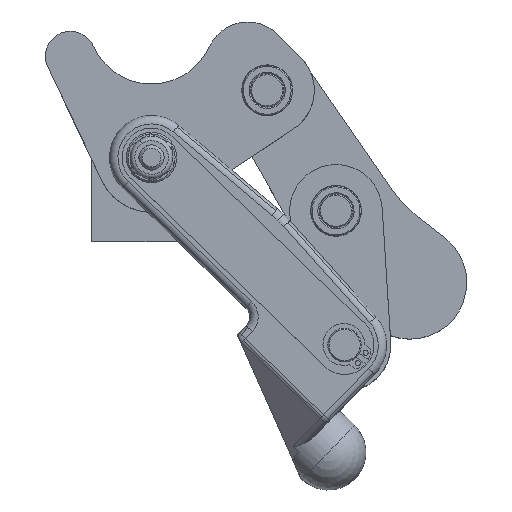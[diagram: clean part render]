
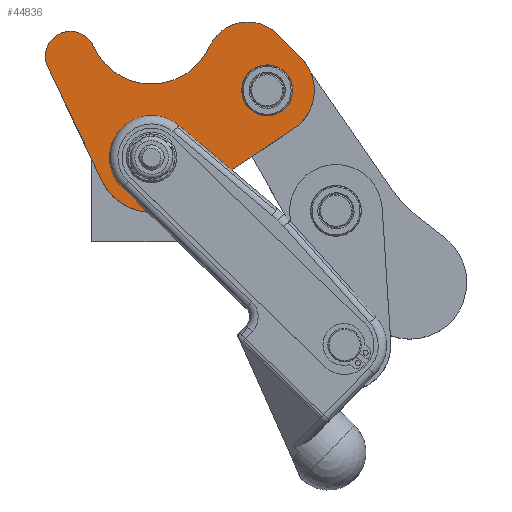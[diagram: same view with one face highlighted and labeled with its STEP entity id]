
A CAD part, top view. The second image highlights one B-rep face of the part: STEP entity #44836.
In plain terms, the highlighted planar face has unit normal (0, 0, 1).
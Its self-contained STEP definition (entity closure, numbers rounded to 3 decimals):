
#49=CARTESIAN_POINT('',(56.801,291.562,-7.379));
#50=VERTEX_POINT('',#49);
#59=CARTESIAN_POINT('',(68.901,291.562,-7.379));
#60=VERTEX_POINT('',#59);
#61=CARTESIAN_POINT('',(62.851,291.562,-7.379));
#62=DIRECTION('',(0.0,0.0,-1.0));
#63=DIRECTION('',(-1.0,0.0,0.0));
#64=AXIS2_PLACEMENT_3D('',#61,#62,#63);
#65=CIRCLE('',#64,6.05);
#66=EDGE_CURVE('',#60,#50,#65,.T.);
#43708=CARTESIAN_POINT('',(28.383,268.389,-7.379));
#43709=VERTEX_POINT('',#43708);
#43716=CARTESIAN_POINT('',(34.341,262.601,-7.379));
#43717=VERTEX_POINT('',#43716);
#43718=CARTESIAN_POINT('',(34.341,262.601,-7.379));
#43719=DIRECTION('',(-0.717,0.697,0.));
#43720=VECTOR('',#43719,8.307);
#43721=LINE('',#43718,#43720);
#43722=EDGE_CURVE('',#43717,#43709,#43721,.T.);
#43770=CARTESIAN_POINT('',(54.376,272.589,-7.379));
#43771=VERTEX_POINT('',#43770);
#44282=CARTESIAN_POINT('',(41.801,283.204,-7.379));
#44283=VERTEX_POINT('',#44282);
#44290=CARTESIAN_POINT('',(35.351,275.562,-7.379));
#44291=DIRECTION('',(0.,0.,-1.0));
#44292=DIRECTION('',(0.645,0.764,0.));
#44293=AXIS2_PLACEMENT_3D('',#44290,#44291,#44292);
#44294=CIRCLE('',#44293,10.);
#44295=EDGE_CURVE('',#43709,#44283,#44294,.T.);
#44316=CARTESIAN_POINT('',(41.801,283.204,-7.379));
#44317=DIRECTION('',(0.764,-0.645,0.));
#44318=VECTOR('',#44317,16.455);
#44319=LINE('',#44316,#44318);
#44320=EDGE_CURVE('',#44283,#43771,#44319,.T.);
#44707=CARTESIAN_POINT('',(23.617,269.966,-7.379));
#44708=VERTEX_POINT('',#44707);
#44709=CARTESIAN_POINT('',(35.351,275.562,-7.379));
#44710=DIRECTION('',(0.,0.,1.0));
#44711=DIRECTION('',(0.903,0.43,0.));
#44712=AXIS2_PLACEMENT_3D('',#44709,#44710,#44711);
#44713=CIRCLE('',#44712,13.);
#44714=EDGE_CURVE('',#44708,#43717,#44713,.T.);
#44739=CARTESIAN_POINT('',(10.304,297.882,-7.379));
#44740=VERTEX_POINT('',#44739);
#44741=CARTESIAN_POINT('',(10.304,297.882,-7.379));
#44742=DIRECTION('',(0.43,-0.903,0.));
#44743=VECTOR('',#44742,30.928);
#44744=LINE('',#44741,#44743);
#44745=EDGE_CURVE('',#44740,#44708,#44744,.T.);
#44764=CARTESIAN_POINT('',(40.044,268.789,-7.379));
#44765=DIRECTION('',(0.0,0.0,1.0));
#44766=DIRECTION('',(1.0,0.0,0.0));
#44767=AXIS2_PLACEMENT_3D('',#44764,#44765,#44766);
#44768=PLANE('',#44767);
#44769=ORIENTED_EDGE('',*,*,#44320,.T.);
#44770=CARTESIAN_POINT('',(69.148,282.398,-7.379));
#44771=VERTEX_POINT('',#44770);
#44772=CARTESIAN_POINT('',(54.376,272.589,-7.379));
#44773=DIRECTION('',(0.833,0.553,0.));
#44774=VECTOR('',#44773,17.733);
#44775=LINE('',#44772,#44774);
#44776=EDGE_CURVE('',#43771,#44771,#44775,.T.);
#44777=ORIENTED_EDGE('',*,*,#44776,.T.);
#44778=CARTESIAN_POINT('',(70.842,299.34,-7.379));
#44779=VERTEX_POINT('',#44778);
#44780=CARTESIAN_POINT('',(63.064,291.562,-7.379));
#44781=DIRECTION('',(0.,0.,-1.));
#44782=DIRECTION('',(0.399,-0.917,0.));
#44783=AXIS2_PLACEMENT_3D('',#44780,#44781,#44782);
#44784=CIRCLE('',#44783,11.);
#44785=EDGE_CURVE('',#44779,#44771,#44784,.T.);
#44786=ORIENTED_EDGE('',*,*,#44785,.F.);
#44787=CARTESIAN_POINT('',(65.305,304.877,-7.379));
#44788=VERTEX_POINT('',#44787);
#44789=CARTESIAN_POINT('',(65.305,304.877,-7.379));
#44790=DIRECTION('',(0.707,-0.707,0.));
#44791=VECTOR('',#44790,7.83);
#44792=LINE('',#44789,#44791);
#44793=EDGE_CURVE('',#44788,#44779,#44792,.T.);
#44794=ORIENTED_EDGE('',*,*,#44793,.F.);
#44795=CARTESIAN_POINT('',(49.128,301.939,-7.379));
#44796=VERTEX_POINT('',#44795);
#44797=CARTESIAN_POINT('',(58.234,297.806,-7.379));
#44798=DIRECTION('',(0.,0.,-1.0));
#44799=DIRECTION('',(0.707,0.707,0.));
#44800=AXIS2_PLACEMENT_3D('',#44797,#44798,#44799);
#44801=CIRCLE('',#44800,10.0);
#44802=EDGE_CURVE('',#44796,#44788,#44801,.T.);
#44803=ORIENTED_EDGE('',*,*,#44802,.F.);
#44804=CARTESIAN_POINT('',(21.54,302.013,-7.379));
#44805=VERTEX_POINT('',#44804);
#44806=CARTESIAN_POINT('',(35.351,308.192,-7.379));
#44807=DIRECTION('',(0.,0.,1.));
#44808=DIRECTION('',(0.913,0.408,0.));
#44809=AXIS2_PLACEMENT_3D('',#44806,#44807,#44808);
#44810=CIRCLE('',#44809,15.13);
#44811=EDGE_CURVE('',#44805,#44796,#44810,.T.);
#44812=ORIENTED_EDGE('',*,*,#44811,.F.);
#44813=CARTESIAN_POINT('',(16.064,299.562,-7.379));
#44814=DIRECTION('',(0.,0.,-1.0));
#44815=DIRECTION('',(0.913,0.408,0.));
#44816=AXIS2_PLACEMENT_3D('',#44813,#44814,#44815);
#44817=CIRCLE('',#44816,6.0);
#44818=EDGE_CURVE('',#44740,#44805,#44817,.T.);
#44819=ORIENTED_EDGE('',*,*,#44818,.F.);
#44820=ORIENTED_EDGE('',*,*,#44745,.T.);
#44821=ORIENTED_EDGE('',*,*,#44714,.T.);
#44822=ORIENTED_EDGE('',*,*,#43722,.T.);
#44823=ORIENTED_EDGE('',*,*,#44295,.T.);
#44824=EDGE_LOOP('',(#44769,#44777,#44786,#44794,#44803,#44812,#44819,#44820,#44821,#44822,#44823));
#44825=FACE_OUTER_BOUND('',#44824,.T.);
#44826=ORIENTED_EDGE('',*,*,#66,.T.);
#44827=CARTESIAN_POINT('',(62.851,291.562,-7.379));
#44828=DIRECTION('',(0.0,0.0,-1.0));
#44829=DIRECTION('',(-1.0,0.0,0.0));
#44830=AXIS2_PLACEMENT_3D('',#44827,#44828,#44829);
#44831=CIRCLE('',#44830,6.05);
#44832=EDGE_CURVE('',#50,#60,#44831,.T.);
#44833=ORIENTED_EDGE('',*,*,#44832,.T.);
#44834=EDGE_LOOP('',(#44826,#44833));
#44835=FACE_BOUND('',#44834,.T.);
#44836=ADVANCED_FACE('',(#44825,#44835),#44768,.T.);
